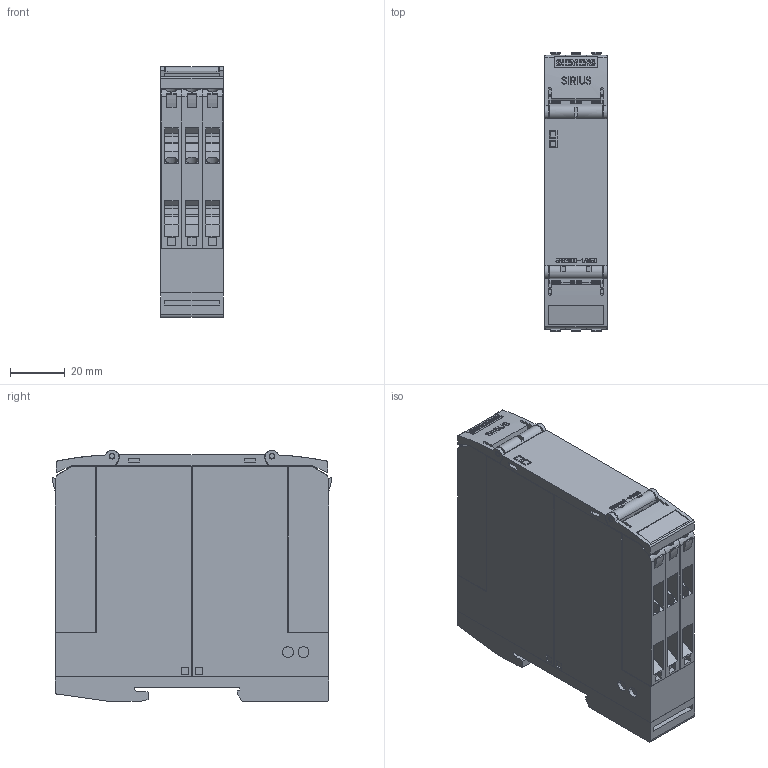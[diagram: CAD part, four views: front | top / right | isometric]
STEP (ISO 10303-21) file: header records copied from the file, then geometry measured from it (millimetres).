
FILE_DESCRIPTION(('STEP AP214'),'1');
FILE_NAME('cctmp_89737708-7257-4EFD-A685-E0ED6CE573BC_2023_07_21_11_07_16_0633..stp','2023-07-21T09:07:18',('SIEMENS A&D'),('CADClick - www.CADClick.com'),'Spatial InterOp 3D postprocessed',' ','unknown authorization');
FILE_SCHEMA(('AUTOMOTIVE_DESIGN'));
Length unit declared in the file: millimetre
Products named in the file (1): 2023_07_21_11_07_16_0586
Bounding box: 22.8 x 101.9 x 91.6 mm (x, y, z)
Volume: 184294 mm3; surface area: 54986.1 mm2
Topology: 1 solids, 1 shells, 1674 faces, 4659 edges, 3090 vertices
Faces by surface type: plane 1349, cylinder 273, cone 36, torus 16
Entity records: 59262 total; most frequent: CARTESIAN_POINT 10636, ORIENTED_EDGE 9302, DIRECTION 8638, EDGE_CURVE 4651, LINE 3814, VECTOR 3814, VERTEX_POINT 3090, AXIS2_PLACEMENT_3D 2412
